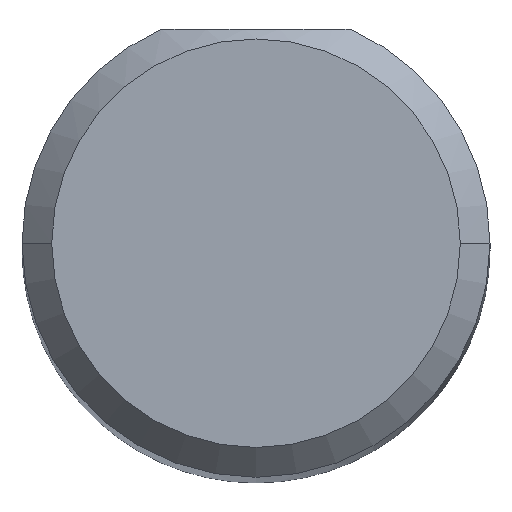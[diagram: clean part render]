
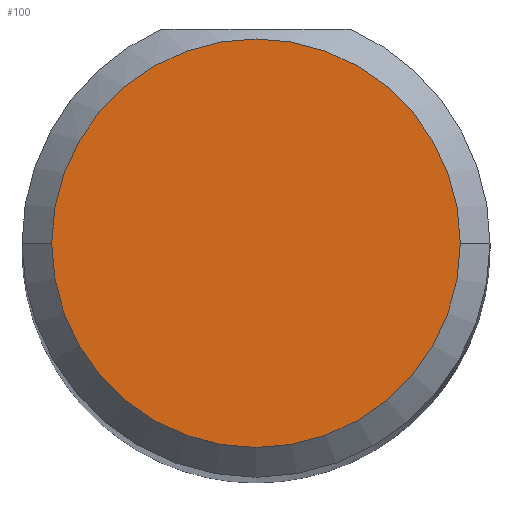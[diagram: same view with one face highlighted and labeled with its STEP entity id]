
A CAD part, top view. The second image highlights one B-rep face of the part: STEP entity #100.
In plain terms, the highlighted planar face has unit normal (0, 0, 1).
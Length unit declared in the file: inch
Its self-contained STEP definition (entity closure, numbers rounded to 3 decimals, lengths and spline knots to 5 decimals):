
#12 = DIRECTION ( 'NONE',  ( 0., 0., 1. ) ) ;
#17 = DIRECTION ( 'NONE',  ( 0., 0., 1. ) ) ;
#29 = FACE_OUTER_BOUND ( 'NONE', #284, .T. ) ;
#51 = AXIS2_PLACEMENT_3D ( 'NONE', #155, #474, #195 ) ;
#66 = PLANE ( 'NONE',  #51 ) ;
#100 = ADVANCED_FACE ( 'NONE', ( #29 ), #66, .T. ) ;
#112 = CARTESIAN_POINT ( 'NONE',  ( 0.10311, 0., 2.24409 ) ) ;
#119 = VERTEX_POINT ( 'NONE', #112 ) ;
#122 = CARTESIAN_POINT ( 'NONE',  ( -0.10311, 0., 2.24409 ) ) ;
#155 = CARTESIAN_POINT ( 'NONE',  ( 0., 0., 2.24409 ) ) ;
#177 = DIRECTION ( 'NONE',  ( 1., 0., 0. ) ) ;
#195 = DIRECTION ( 'NONE',  ( 1., 0., 0. ) ) ;
#236 = ORIENTED_EDGE ( 'NONE', *, *, #400, .T. ) ;
#261 = AXIS2_PLACEMENT_3D ( 'NONE', #514, #17, #177 ) ;
#284 = EDGE_LOOP ( 'NONE', ( #236, #295 ) ) ;
#291 = VERTEX_POINT ( 'NONE', #122 ) ;
#295 = ORIENTED_EDGE ( 'NONE', *, *, #426, .T. ) ;
#340 = DIRECTION ( 'NONE',  ( 1., 0., 0. ) ) ;
#349 = AXIS2_PLACEMENT_3D ( 'NONE', #373, #12, #340 ) ;
#373 = CARTESIAN_POINT ( 'NONE',  ( 0., 0., 2.24409 ) ) ;
#400 = EDGE_CURVE ( 'NONE', #291, #119, #462, .T. ) ;
#426 = EDGE_CURVE ( 'NONE', #119, #291, #492, .T. ) ;
#462 = CIRCLE ( 'NONE', #349, 0.10311 ) ;
#474 = DIRECTION ( 'NONE',  ( 0., 0., 1. ) ) ;
#492 = CIRCLE ( 'NONE', #261, 0.10311 ) ;
#514 = CARTESIAN_POINT ( 'NONE',  ( 0., 0., 2.24409 ) ) ;
